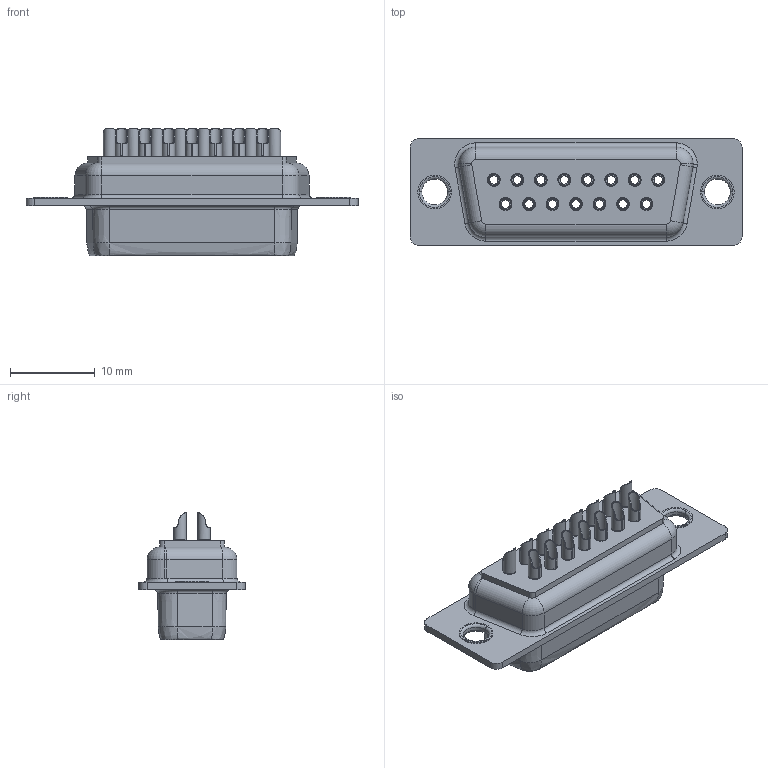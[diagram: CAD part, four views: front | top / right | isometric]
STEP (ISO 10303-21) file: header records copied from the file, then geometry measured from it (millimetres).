
FILE_DESCRIPTION (( 'STEP AP214' ), '1' );
FILE_NAME ('FDB1511-F0WS300K6KA-REF.STEP', '2025-04-02T08:27:22', ( '' ), ( '' ), 'SwSTEP 2.0', 'SolidWorks 2021', '' );
FILE_SCHEMA (( 'AUTOMOTIVE_DESIGN' ));
Length unit declared in the file: millimetre
Products named in the file (1): FDB1511-F0WS300K6KA-REF
Bounding box: 39.15 x 12.55 x 15 mm (x, y, z)
Volume: 2576.3 mm3; surface area: 4140.6 mm2
Topology: 1 solids, 2 shells, 414 faces, 1116 edges, 693 vertices
Faces by surface type: cylinder 234, plane 101, torus 36, cone 35, bspline 8
Entity records: 14536 total; most frequent: CARTESIAN_POINT 4236, ORIENTED_EDGE 2232, DIRECTION 2116, EDGE_CURVE 1116, AXIS2_PLACEMENT_3D 815, VERTEX_POINT 693, LINE 486, VECTOR 486
